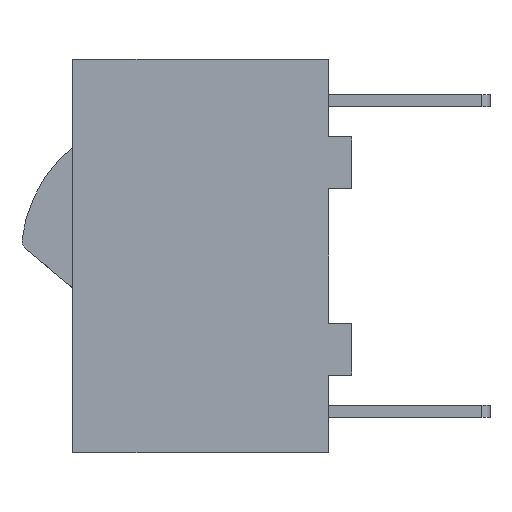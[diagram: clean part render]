
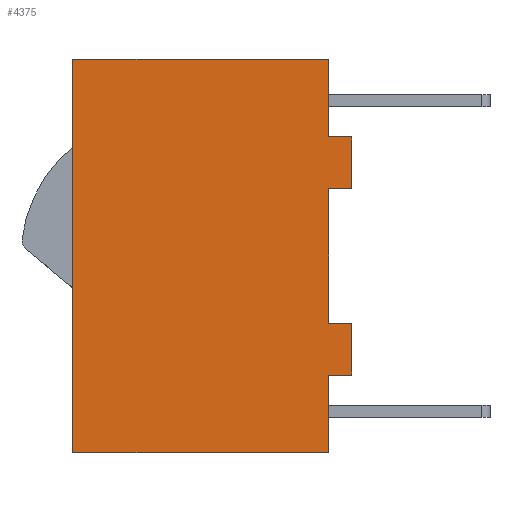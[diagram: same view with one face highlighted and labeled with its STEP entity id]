
A CAD part, left-side view. The second image highlights one B-rep face of the part: STEP entity #4375.
In plain terms, the highlighted planar face has unit normal (-1, 0, 0).
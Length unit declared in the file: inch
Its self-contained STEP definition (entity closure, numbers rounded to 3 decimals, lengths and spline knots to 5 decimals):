
#3243=DIRECTION('',(0.,1.,0.));
#3244=VECTOR('',#3243,0.0225);
#3245=CARTESIAN_POINT('',(-0.39,-0.0905,0.115));
#3246=LINE('',#3245,#3244);
#3247=DIRECTION('',(0.,0.,1.));
#3248=VECTOR('',#3247,0.05);
#3249=CARTESIAN_POINT('',(-0.39,-0.0905,0.065));
#3250=LINE('',#3249,#3248);
#3251=DIRECTION('',(0.,-1.,0.));
#3252=VECTOR('',#3251,0.0225);
#3253=CARTESIAN_POINT('',(-0.39,-0.068,0.065));
#3254=LINE('',#3253,#3252);
#3255=DIRECTION('',(0.,0.,1.));
#3256=VECTOR('',#3255,0.13);
#3257=CARTESIAN_POINT('',(-0.39,-0.068,-0.065));
#3258=LINE('',#3257,#3256);
#3259=DIRECTION('',(0.,1.,0.));
#3260=VECTOR('',#3259,0.0225);
#3261=CARTESIAN_POINT('',(-0.39,-0.0905,-0.065));
#3262=LINE('',#3261,#3260);
#3263=DIRECTION('',(0.,0.,1.));
#3264=VECTOR('',#3263,0.05);
#3265=CARTESIAN_POINT('',(-0.39,-0.0905,-0.115));
#3266=LINE('',#3265,#3264);
#3267=DIRECTION('',(0.,-1.,0.));
#3268=VECTOR('',#3267,0.0225);
#3269=CARTESIAN_POINT('',(-0.39,-0.068,-0.115));
#3270=LINE('',#3269,#3268);
#3271=DIRECTION('',(0.,1.,0.));
#3272=VECTOR('',#3271,0.247);
#3273=CARTESIAN_POINT('',(-0.39,-0.068,-0.19));
#3274=LINE('',#3273,#3272);
#3275=DIRECTION('',(0.,0.,1.));
#3276=VECTOR('',#3275,0.38);
#3277=CARTESIAN_POINT('',(-0.39,0.179,-0.19));
#3278=LINE('',#3277,#3276);
#3279=DIRECTION('',(0.,-1.,0.));
#3280=VECTOR('',#3279,0.247);
#3281=CARTESIAN_POINT('',(-0.39,0.179,0.19));
#3282=LINE('',#3281,#3280);
#3300=DIRECTION('',(0.,0.,1.));
#3301=VECTOR('',#3300,0.075);
#3302=CARTESIAN_POINT('',(-0.39,-0.068,0.115));
#3303=LINE('',#3302,#3301);
#3388=DIRECTION('',(0.,0.,1.));
#3389=VECTOR('',#3388,0.075);
#3390=CARTESIAN_POINT('',(-0.39,-0.068,-0.19));
#3391=LINE('',#3390,#3389);
#4036=CARTESIAN_POINT('',(-0.39,0.179,-0.19));
#4037=CARTESIAN_POINT('',(-0.39,0.179,0.19));
#4038=VERTEX_POINT('',#4036);
#4039=VERTEX_POINT('',#4037);
#4040=CARTESIAN_POINT('',(-0.39,-0.068,0.19));
#4041=VERTEX_POINT('',#4040);
#4042=CARTESIAN_POINT('',(-0.39,-0.068,-0.19));
#4043=VERTEX_POINT('',#4042);
#4052=CARTESIAN_POINT('',(-0.39,-0.068,-0.065));
#4053=CARTESIAN_POINT('',(-0.39,-0.068,0.065));
#4054=VERTEX_POINT('',#4052);
#4055=VERTEX_POINT('',#4053);
#4056=CARTESIAN_POINT('',(-0.39,-0.0905,0.065));
#4057=VERTEX_POINT('',#4056);
#4058=CARTESIAN_POINT('',(-0.39,-0.0905,0.115));
#4059=VERTEX_POINT('',#4058);
#4060=CARTESIAN_POINT('',(-0.39,-0.068,0.115));
#4061=VERTEX_POINT('',#4060);
#4062=CARTESIAN_POINT('',(-0.39,-0.068,-0.115));
#4063=CARTESIAN_POINT('',(-0.39,-0.0905,-0.115));
#4064=VERTEX_POINT('',#4062);
#4065=VERTEX_POINT('',#4063);
#4066=CARTESIAN_POINT('',(-0.39,-0.0905,-0.065));
#4067=VERTEX_POINT('',#4066);
#4344=CARTESIAN_POINT('',(-0.39,0.179,0.));
#4345=DIRECTION('',(1.,0.,0.));
#4346=DIRECTION('',(0.,0.,-1.));
#4347=AXIS2_PLACEMENT_3D('',#4344,#4345,#4346);
#4348=PLANE('',#4347);
#4350=ORIENTED_EDGE('',*,*,#4349,.F.);
#4352=ORIENTED_EDGE('',*,*,#4351,.F.);
#4354=ORIENTED_EDGE('',*,*,#4353,.F.);
#4356=ORIENTED_EDGE('',*,*,#4355,.F.);
#4358=ORIENTED_EDGE('',*,*,#4357,.F.);
#4360=ORIENTED_EDGE('',*,*,#4359,.F.);
#4362=ORIENTED_EDGE('',*,*,#4361,.F.);
#4364=ORIENTED_EDGE('',*,*,#4363,.F.);
#4366=ORIENTED_EDGE('',*,*,#4365,.F.);
#4368=ORIENTED_EDGE('',*,*,#4367,.T.);
#4370=ORIENTED_EDGE('',*,*,#4369,.T.);
#4372=ORIENTED_EDGE('',*,*,#4371,.T.);
#4373=EDGE_LOOP('',(#4350,#4352,#4354,#4356,#4358,#4360,#4362,#4364,#4366,#4368,
#4370,#4372));
#4374=FACE_OUTER_BOUND('',#4373,.F.);
#4375=ADVANCED_FACE('',(#4374),#4348,.F.);
#4349=EDGE_CURVE('',#4061,#4041,#3303,.T.);
#4351=EDGE_CURVE('',#4059,#4061,#3246,.T.);
#4353=EDGE_CURVE('',#4057,#4059,#3250,.T.);
#4355=EDGE_CURVE('',#4055,#4057,#3254,.T.);
#4357=EDGE_CURVE('',#4054,#4055,#3258,.T.);
#4359=EDGE_CURVE('',#4067,#4054,#3262,.T.);
#4361=EDGE_CURVE('',#4065,#4067,#3266,.T.);
#4363=EDGE_CURVE('',#4064,#4065,#3270,.T.);
#4365=EDGE_CURVE('',#4043,#4064,#3391,.T.);
#4367=EDGE_CURVE('',#4043,#4038,#3274,.T.);
#4369=EDGE_CURVE('',#4038,#4039,#3278,.T.);
#4371=EDGE_CURVE('',#4039,#4041,#3282,.T.);
